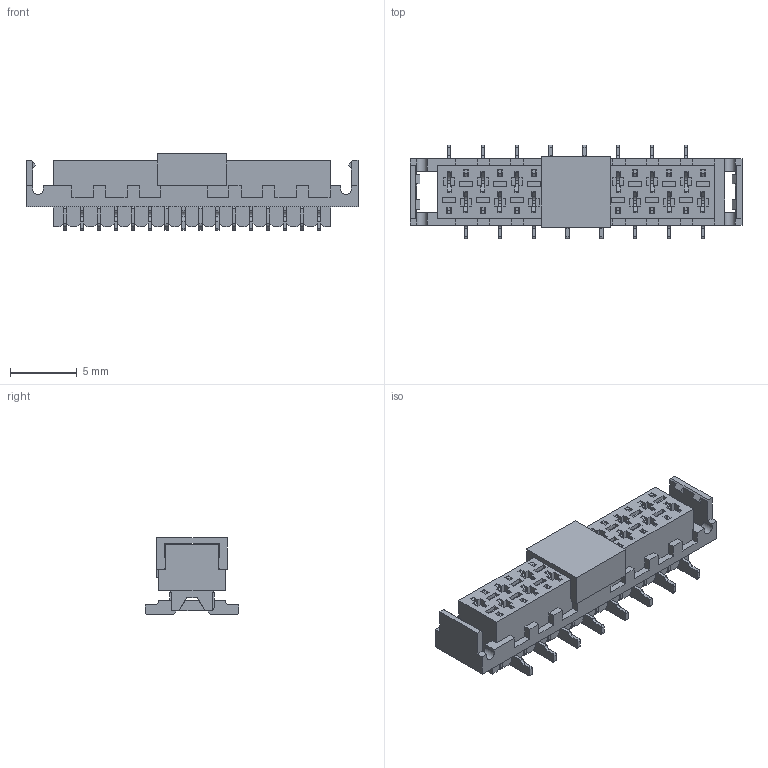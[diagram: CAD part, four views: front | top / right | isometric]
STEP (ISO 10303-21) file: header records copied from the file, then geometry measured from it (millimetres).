
FILE_DESCRIPTION( ( 'Unknown' ), '1' );
FILE_NAME( '690367291676.stp', 'Unknown', ( 'Unknown' ), ( 'Unknown' ), 'PSStep 18.0.17', 'Unknown', ' ' );
FILE_SCHEMA( ( 'AUTOMOTIVE_DESIGN { 1 0 10303 214 1 1 1 1 }' ) );
Length unit declared in the file: millimetre
Products named in the file (4): Assem1; 69036729xx76_CAP; 69036729xx76_PIN; 690367291676
Assembly tree (18 placements, depth 2):
  Assem1
    69036729xx76_CAP
    69036729xx76_PIN  x16
    690367291676
Bounding box: 24.91 x 7 x 5.75 mm (x, y, z)
Volume: 402.6 mm3; surface area: 1687.5 mm2
Topology: 18 solids, 18 shells, 1495 faces, 4300 edges, 2823 vertices
Faces by surface type: plane 1187, cylinder 308
Entity records: 34353 total; most frequent: CARTESIAN_POINT 4917, ORIENTED_EDGE 4910, DIRECTION 4269, EDGE_CURVE 2455, LINE 2379, VECTOR 2379, VERTEX_POINT 1593, AXIS2_PLACEMENT_3D 945
